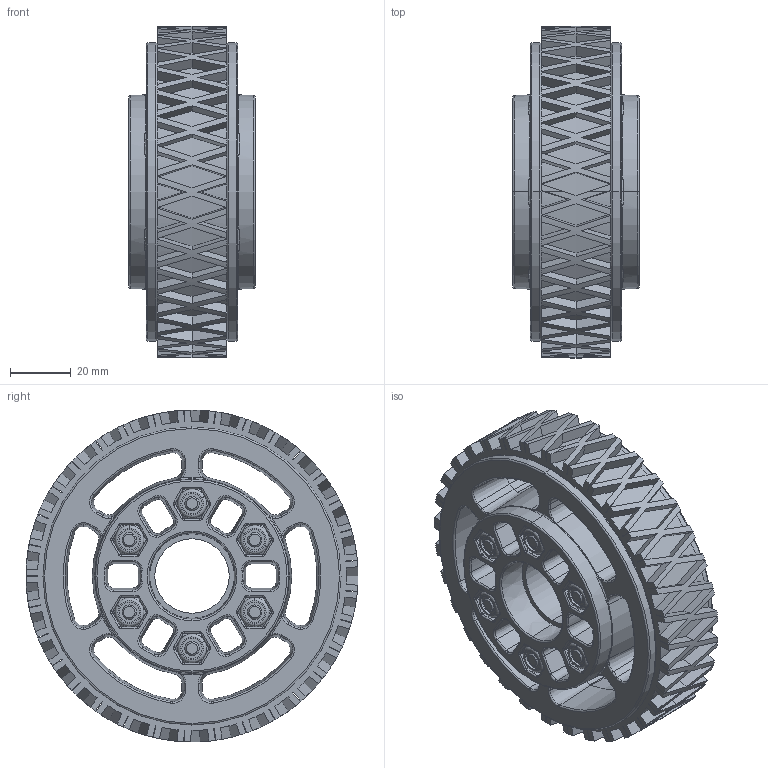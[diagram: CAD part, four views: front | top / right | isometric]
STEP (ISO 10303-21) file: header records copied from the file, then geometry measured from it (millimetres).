
FILE_DESCRIPTION (( 'STEP AP214' ), '1' );
FILE_NAME ('am-0436 4IN Plaction Wheel with Wedgetop Tread.STEP', '2021-08-27T21:31:17', ( '' ), ( '' ), 'SwSTEP 2.0', 'SolidWorks 2021', '' );
FILE_SCHEMA (( 'AUTOMOTIVE_DESIGN' ));
Length unit declared in the file: inch
Products named in the file (5): am-0436 4IN Plaction Wheel with Wedgetop Tread; 4 Modular Half; SHCS 10-32 x 1.375; 10-32 Nylock Nut; 4 Wedgetop Tread V2
Assembly tree (15 placements, depth 2):
  am-0436 4IN Plaction Wheel with Wedgetop Tread
    4 Modular Half  x2
    SHCS 10-32 x 1.375  x6
    10-32 Nylock Nut  x6
    4 Wedgetop Tread V2
Bounding box: 41.66 x 109.22 x 109.22 mm (x, y, z)
Volume: 183979.5 mm3; surface area: 97675.2 mm2
Topology: 15 solids, 15 shells, 1885 faces, 4581 edges, 2764 vertices
Faces by surface type: plane 572, cylinder 487, torus 290, cone 248, bspline 216, sphere 72
Entity records: 33361 total; most frequent: CARTESIAN_POINT 9241, ORIENTED_EDGE 5342, DIRECTION 5007, EDGE_CURVE 2671, AXIS2_PLACEMENT_3D 2059, VERTEX_POINT 1653, EDGE_LOOP 1094, CIRCLE 1086
